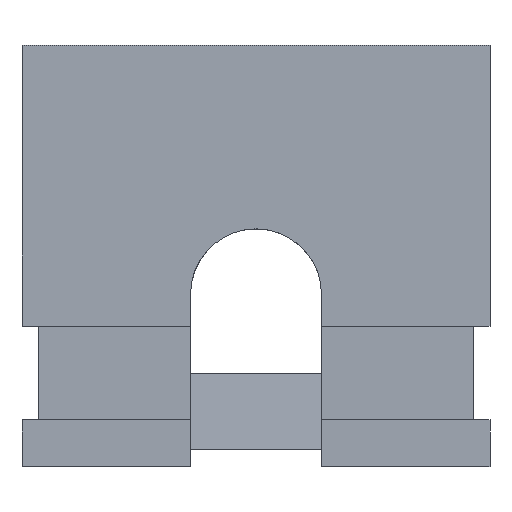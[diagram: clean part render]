
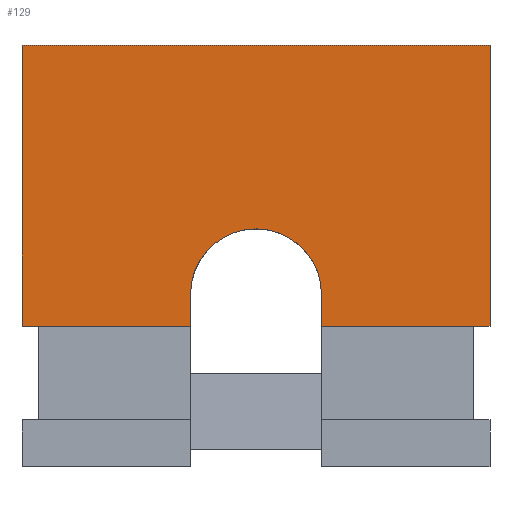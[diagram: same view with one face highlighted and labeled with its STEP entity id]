
A CAD part, front view. The second image highlights one B-rep face of the part: STEP entity #129.
In plain terms, the highlighted planar face has unit normal (0, -1, 0).
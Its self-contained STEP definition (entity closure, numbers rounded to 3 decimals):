
#129=ADVANCED_FACE('',(#328),#329,.F.);
#328=FACE_OUTER_BOUND('',#595,.T.);
#329=PLANE('',#596);
#595=EDGE_LOOP('',(#916,#917,#918,#919,#920,#921,#922,#923));
#596=AXIS2_PLACEMENT_3D('',#924,#925,#926);
#916=ORIENTED_EDGE('',*,*,#1721,.F.);
#917=ORIENTED_EDGE('',*,*,#1678,.F.);
#918=ORIENTED_EDGE('',*,*,#1722,.T.);
#919=ORIENTED_EDGE('',*,*,#1723,.F.);
#920=ORIENTED_EDGE('',*,*,#1724,.T.);
#921=ORIENTED_EDGE('',*,*,#1716,.T.);
#922=ORIENTED_EDGE('',*,*,#1725,.T.);
#923=ORIENTED_EDGE('',*,*,#1726,.F.);
#924=CARTESIAN_POINT('',(0.0,-1.2,0.0));
#925=DIRECTION('',(-0.0,1.0,0.0));
#926=DIRECTION('',(1.0,0.0,0.0));
#1678=EDGE_CURVE('',#2010,#2006,#2012,.T.);
#1716=EDGE_CURVE('',#2069,#2073,#2075,.T.);
#1721=EDGE_CURVE('',#2006,#2082,#2083,.T.);
#1722=EDGE_CURVE('',#2010,#2084,#2085,.T.);
#1723=EDGE_CURVE('',#2086,#2084,#2087,.T.);
#1724=EDGE_CURVE('',#2086,#2069,#2088,.T.);
#1725=EDGE_CURVE('',#2073,#2089,#2090,.T.);
#1726=EDGE_CURVE('',#2082,#2089,#2091,.T.);
#2006=VERTEX_POINT('',#2510);
#2010=VERTEX_POINT('',#2534);
#2012=CIRCLE('',#2537,0.7);
#2069=VERTEX_POINT('',#2621);
#2073=VERTEX_POINT('',#2627);
#2075=LINE('',#2630,#2631);
#2082=VERTEX_POINT('',#2641);
#2083=LINE('',#2642,#2643);
#2084=VERTEX_POINT('',#2644);
#2085=LINE('',#2645,#2646);
#2086=VERTEX_POINT('',#2647);
#2087=LINE('',#2648,#2649);
#2088=LINE('',#2650,#2651);
#2089=VERTEX_POINT('',#2652);
#2090=LINE('',#2653,#2654);
#2091=LINE('',#2655,#2656);
#2510=CARTESIAN_POINT('',(-0.7,-1.2,-0.41));
#2534=CARTESIAN_POINT('',(0.7,-1.2,-0.41));
#2537=AXIS2_PLACEMENT_3D('',#3279,#3280,#3281);
#2621=CARTESIAN_POINT('',(2.5,-1.2,2.25));
#2627=CARTESIAN_POINT('',(-2.5,-1.2,2.25));
#2630=CARTESIAN_POINT('',(2.5,-1.2,2.25));
#2631=VECTOR('',#3312,5.0);
#2641=CARTESIAN_POINT('',(-0.7,-1.2,-0.75));
#2642=CARTESIAN_POINT('',(-0.7,-1.2,-0.41));
#2643=VECTOR('',#3316,0.34);
#2644=CARTESIAN_POINT('',(0.7,-1.2,-0.75));
#2645=CARTESIAN_POINT('',(0.7,-1.2,-0.41));
#2646=VECTOR('',#3317,0.34);
#2647=CARTESIAN_POINT('',(2.5,-1.2,-0.75));
#2648=CARTESIAN_POINT('',(2.5,-1.2,-0.75));
#2649=VECTOR('',#3318,1.8);
#2650=CARTESIAN_POINT('',(2.5,-1.2,-0.75));
#2651=VECTOR('',#3319,3.0);
#2652=CARTESIAN_POINT('',(-2.5,-1.2,-0.75));
#2653=CARTESIAN_POINT('',(-2.5,-1.2,2.25));
#2654=VECTOR('',#3320,3.0);
#2655=CARTESIAN_POINT('',(-0.7,-1.2,-0.75));
#2656=VECTOR('',#3321,1.8);
#3279=CARTESIAN_POINT('',(0.0,-1.2,-0.41));
#3280=DIRECTION('',(0.0,-1.0,0.0));
#3281=DIRECTION('',(1.0,0.0,0.0));
#3312=DIRECTION('',(-1.0,0.0,0.0));
#3316=DIRECTION('',(0.0,0.0,-1.0));
#3317=DIRECTION('',(0.0,0.0,-1.0));
#3318=DIRECTION('',(-1.0,0.0,0.0));
#3319=DIRECTION('',(0.0,0.0,1.0));
#3320=DIRECTION('',(0.0,0.0,-1.0));
#3321=DIRECTION('',(-1.0,0.0,0.0));
